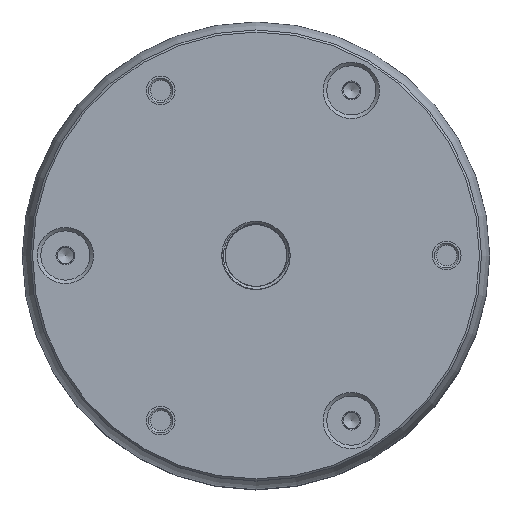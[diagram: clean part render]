
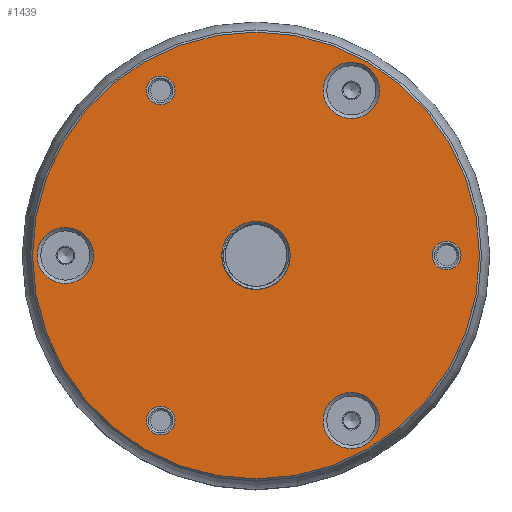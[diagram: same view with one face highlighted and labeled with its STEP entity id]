
A CAD part, top view. The second image highlights one B-rep face of the part: STEP entity #1439.
In plain terms, the highlighted planar face has unit normal (0, 0, 1).
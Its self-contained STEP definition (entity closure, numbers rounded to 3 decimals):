
#1016=PLANE('',#6402);
#1439=ADVANCED_FACE('',(#1934,#1935,#1936,#1937,#1938,#1939,#1940,#1941),
#1016,.T.);
#1934=FACE_BOUND('',#2543,.T.);
#1935=FACE_BOUND('',#2544,.T.);
#1936=FACE_BOUND('',#2545,.T.);
#1937=FACE_BOUND('',#2546,.T.);
#1938=FACE_BOUND('',#2547,.T.);
#1939=FACE_BOUND('',#2548,.T.);
#1940=FACE_BOUND('',#2549,.T.);
#1941=FACE_BOUND('',#2550,.T.);
#2543=EDGE_LOOP('',(#3710,#3711));
#2544=EDGE_LOOP('',(#3712));
#2545=EDGE_LOOP('',(#3713));
#2546=EDGE_LOOP('',(#3714));
#2547=EDGE_LOOP('',(#3715));
#2548=EDGE_LOOP('',(#3716));
#2549=EDGE_LOOP('',(#3717));
#2550=EDGE_LOOP('',(#3718));
#3710=ORIENTED_EDGE('',*,*,#5100,.T.);
#3711=ORIENTED_EDGE('',*,*,#5101,.T.);
#3712=ORIENTED_EDGE('',*,*,#5102,.T.);
#3713=ORIENTED_EDGE('',*,*,#5103,.T.);
#3714=ORIENTED_EDGE('',*,*,#5104,.T.);
#3715=ORIENTED_EDGE('',*,*,#5105,.T.);
#3716=ORIENTED_EDGE('',*,*,#5106,.T.);
#3717=ORIENTED_EDGE('',*,*,#5107,.T.);
#3718=ORIENTED_EDGE('',*,*,#5108,.T.);
#4470=VERTEX_POINT('',#9961);
#4471=VERTEX_POINT('',#9962);
#4472=VERTEX_POINT('',#9965);
#4473=VERTEX_POINT('',#9967);
#4474=VERTEX_POINT('',#9969);
#4475=VERTEX_POINT('',#9971);
#4476=VERTEX_POINT('',#9973);
#4477=VERTEX_POINT('',#9975);
#4478=VERTEX_POINT('',#9977);
#5100=EDGE_CURVE('',#4470,#4471,#5615,.T.);
#5101=EDGE_CURVE('',#4471,#4470,#5616,.T.);
#5102=EDGE_CURVE('',#4472,#4472,#5617,.T.);
#5103=EDGE_CURVE('',#4473,#4473,#5618,.T.);
#5104=EDGE_CURVE('',#4474,#4474,#5619,.T.);
#5105=EDGE_CURVE('',#4475,#4475,#5620,.T.);
#5106=EDGE_CURVE('',#4476,#4476,#5621,.T.);
#5107=EDGE_CURVE('',#4477,#4477,#5622,.T.);
#5108=EDGE_CURVE('',#4478,#4478,#5623,.T.);
#5615=CIRCLE('',#6393,8.331);
#5616=CIRCLE('',#6394,8.331);
#5617=CIRCLE('',#6395,3.5);
#5618=CIRCLE('',#6396,6.855);
#5619=CIRCLE('',#6397,3.5);
#5620=CIRCLE('',#6398,6.855);
#5621=CIRCLE('',#6399,3.5);
#5622=CIRCLE('',#6400,6.855);
#5623=CIRCLE('',#6401,54.5);
#6393=AXIS2_PLACEMENT_3D('',#9960,#8027,#8028);
#6394=AXIS2_PLACEMENT_3D('',#9963,#8029,#8030);
#6395=AXIS2_PLACEMENT_3D('',#9964,#8031,#8032);
#6396=AXIS2_PLACEMENT_3D('',#9966,#8033,#8034);
#6397=AXIS2_PLACEMENT_3D('',#9968,#8035,#8036);
#6398=AXIS2_PLACEMENT_3D('',#9970,#8037,#8038);
#6399=AXIS2_PLACEMENT_3D('',#9972,#8039,#8040);
#6400=AXIS2_PLACEMENT_3D('',#9974,#8041,#8042);
#6401=AXIS2_PLACEMENT_3D('',#9976,#8043,#8044);
#6402=AXIS2_PLACEMENT_3D('',#9978,#8045,#8046);
#8027=DIRECTION('',(0.,0.,-1.));
#8028=DIRECTION('',(1.,0.,0.));
#8029=DIRECTION('',(0.,0.,-1.));
#8030=DIRECTION('',(1.,0.,0.));
#8031=DIRECTION('',(0.,0.,-1.));
#8032=DIRECTION('',(-1.,0.,0.));
#8033=DIRECTION('',(0.,0.,-1.));
#8034=DIRECTION('',(-1.,0.,0.));
#8035=DIRECTION('',(0.,0.,-1.));
#8036=DIRECTION('',(-1.,0.,0.));
#8037=DIRECTION('',(0.,0.,-1.));
#8038=DIRECTION('',(-1.,0.,0.));
#8039=DIRECTION('',(0.,0.,-1.));
#8040=DIRECTION('',(-1.,0.,0.));
#8041=DIRECTION('',(0.,0.,-1.));
#8042=DIRECTION('',(-1.,0.,0.));
#8043=DIRECTION('',(0.,0.,1.));
#8044=DIRECTION('',(1.,0.,0.));
#8045=DIRECTION('',(0.,0.,1.));
#8046=DIRECTION('',(1.,0.,0.));
#9960=CARTESIAN_POINT('',(0.,0.,137.));
#9961=CARTESIAN_POINT('',(6.455,-5.267,137.));
#9962=CARTESIAN_POINT('',(6.455,5.267,137.));
#9963=CARTESIAN_POINT('',(0.,0.,137.));
#9964=CARTESIAN_POINT('',(-23.25,40.27,137.));
#9965=CARTESIAN_POINT('',(-26.75,40.27,137.));
#9966=CARTESIAN_POINT('',(23.25,40.27,137.));
#9967=CARTESIAN_POINT('',(16.395,40.27,137.));
#9968=CARTESIAN_POINT('',(46.5,0.,137.));
#9969=CARTESIAN_POINT('',(43.,0.,137.));
#9970=CARTESIAN_POINT('',(23.25,-40.27,137.));
#9971=CARTESIAN_POINT('',(16.395,-40.27,137.));
#9972=CARTESIAN_POINT('',(-23.25,-40.27,137.));
#9973=CARTESIAN_POINT('',(-26.75,-40.27,137.));
#9974=CARTESIAN_POINT('',(-46.5,0.,137.));
#9975=CARTESIAN_POINT('',(-53.355,0.,137.));
#9976=CARTESIAN_POINT('',(0.,0.,137.));
#9977=CARTESIAN_POINT('',(54.5,0.,137.));
#9978=CARTESIAN_POINT('',(0.,0.,137.));
